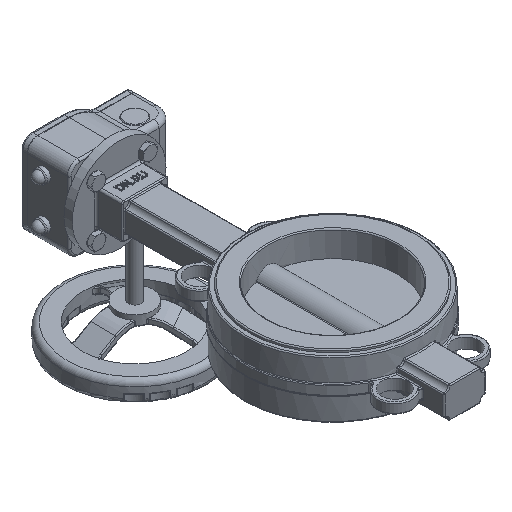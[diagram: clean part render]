
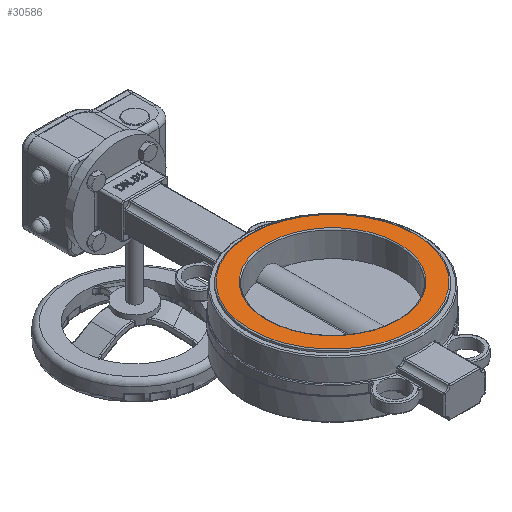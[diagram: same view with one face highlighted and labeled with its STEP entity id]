
A CAD part, isometric view. The second image highlights one B-rep face of the part: STEP entity #30586.
In plain terms, the highlighted planar face has unit normal (0, 0, 1).
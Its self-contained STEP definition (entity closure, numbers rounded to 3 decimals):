
#192=FACE_BOUND('',#4518,.T.);
#1689=PLANE('',#32878);
#2588=FACE_OUTER_BOUND('',#4517,.T.);
#4517=EDGE_LOOP('',(#19617));
#4518=EDGE_LOOP('',(#19618));
#10259=CIRCLE('',#32876,63.5);
#10261=CIRCLE('',#32879,79.25);
#12025=VERTEX_POINT('',#46615);
#12026=VERTEX_POINT('',#46619);
#14831=EDGE_CURVE('',#12025,#12025,#10259,.T.);
#14833=EDGE_CURVE('',#12026,#12026,#10261,.T.);
#19617=ORIENTED_EDGE('',*,*,#14833,.F.);
#19618=ORIENTED_EDGE('',*,*,#14831,.F.);
#30586=ADVANCED_FACE('',(#2588,#192),#1689,.T.);
#32876=AXIS2_PLACEMENT_3D('',#46616,#36613,#36614);
#32878=AXIS2_PLACEMENT_3D('',#46618,#36617,#36618);
#32879=AXIS2_PLACEMENT_3D('',#46620,#36619,#36620);
#36613=DIRECTION('center_axis',(0.,0.,1.));
#36614=DIRECTION('ref_axis',(-1.,0.,0.));
#36617=DIRECTION('center_axis',(0.,0.,1.));
#36618=DIRECTION('ref_axis',(1.,0.,0.));
#36619=DIRECTION('center_axis',(0.,0.,-1.));
#36620=DIRECTION('ref_axis',(-1.,0.,0.));
#46615=CARTESIAN_POINT('',(63.5,0.,30.));
#46616=CARTESIAN_POINT('Origin',(0.,0.,30.));
#46618=CARTESIAN_POINT('Origin',(0.,0.,30.));
#46619=CARTESIAN_POINT('',(-79.25,0.,30.));
#46620=CARTESIAN_POINT('Origin',(0.,0.,30.));
